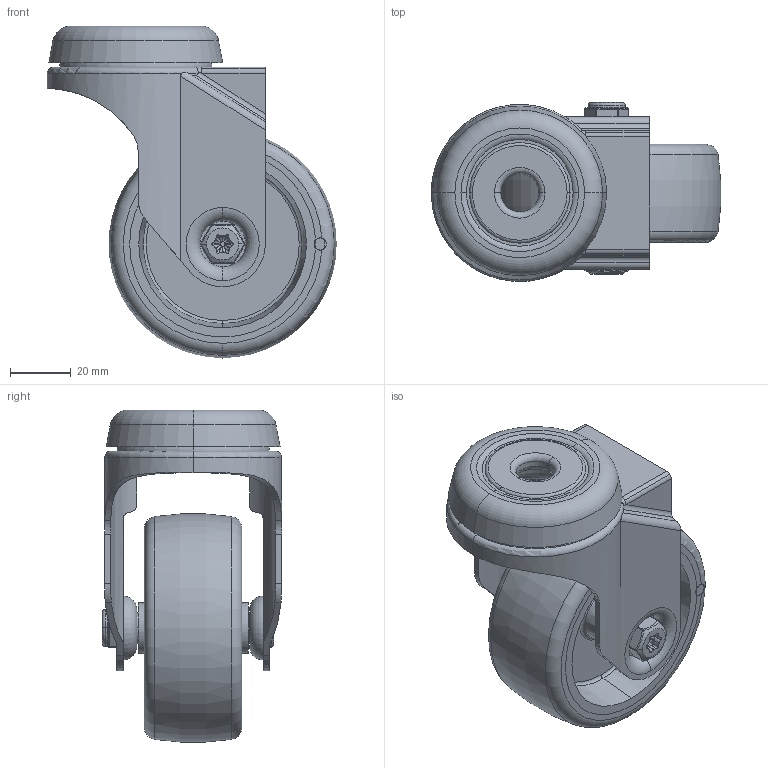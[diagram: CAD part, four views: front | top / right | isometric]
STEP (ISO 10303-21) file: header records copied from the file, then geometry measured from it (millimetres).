
FILE_DESCRIPTION(('STEP AP203'),'1');
FILE_NAME('BZM75GRECBH12.STEP','2023-06-06T14:17:33',(' '),(' '),'Spatial InterOp 3D',' ',' ');
FILE_SCHEMA(('CONFIG_CONTROL_DESIGN'));
Length unit declared in the file: metre
Products named in the file (17): BZM75ASBH12; ZINC PLATED PRESSED STEEL HEAD; ZINC PLATED PRESSED STEEL FORKS; BZM75GRECBH12; ELECTRICALLY CONDUCTIVE RUBBER TYRE; ELECTRICALLY CONDUCTIVE RUBBER TYRE Geometry; SPOT; BZM75WGREC; POLYPROPYLENE RIM; TUBEM10X37; ZINC PLATED AXLE TUBE; BOLTBZM8MM; ZINC PLATED AXLE BOLT; NYLOC NUT; NUT; RUBBER; NYLOCM8Z
Assembly tree (16 placements, depth 4):
  BZM75GRECBH12
    BZM75ASBH12
      ZINC PLATED PRESSED STEEL HEAD
      ZINC PLATED PRESSED STEEL FORKS
    BZM75WGREC
      ELECTRICALLY CONDUCTIVE RUBBER TYRE
        ELECTRICALLY CONDUCTIVE RUBBER TYRE Geometry
        SPOT
      POLYPROPYLENE RIM
    TUBEM10X37
      ZINC PLATED AXLE TUBE
    BOLTBZM8MM
      ZINC PLATED AXLE BOLT
    NYLOCM8Z
      NYLOC NUT
        NUT
        RUBBER
Bounding box: 94.89 x 58.75 x 108.89 mm (x, y, z)
Volume: 121633.7 mm3; surface area: 70418.5 mm2
Topology: 9 solids, 9 shells, 384 faces, 919 edges, 564 vertices
Faces by surface type: cylinder 170, torus 76, plane 72, sphere 32, cone 18, bspline 16
Entity records: 21495 total; most frequent: CARTESIAN_POINT 11507, DIRECTION 2122, ORIENTED_EDGE 1826, AXIS2_PLACEMENT_3D 928, EDGE_CURVE 913, VERTEX_POINT 564, CIRCLE 526, EDGE_LOOP 419
